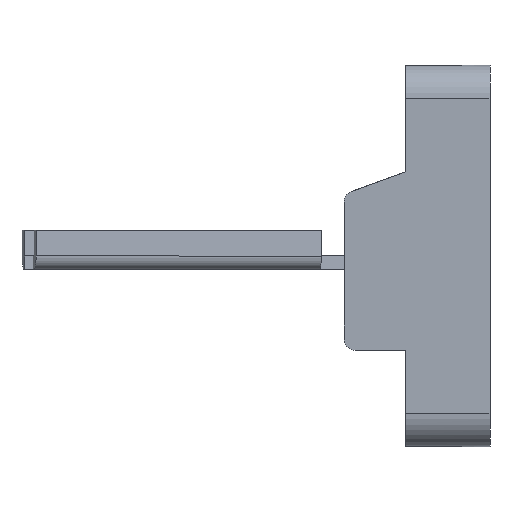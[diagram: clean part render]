
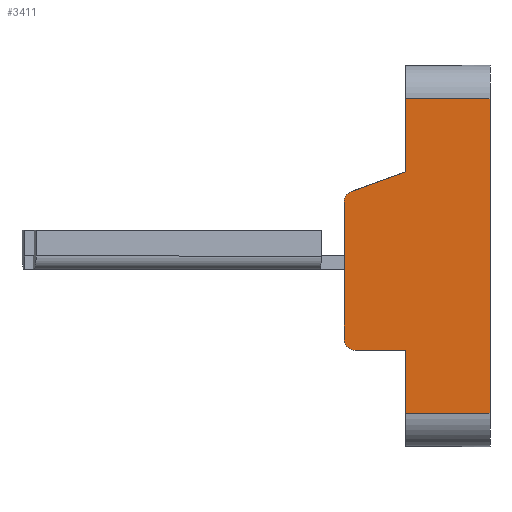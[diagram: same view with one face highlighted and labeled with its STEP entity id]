
A CAD part, left-side view. The second image highlights one B-rep face of the part: STEP entity #3411.
In plain terms, the highlighted planar face has unit normal (-1, 0, 0).
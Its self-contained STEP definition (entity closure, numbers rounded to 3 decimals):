
#296 = LINE ( 'NONE', #297, #2709 ) ;
#297 = CARTESIAN_POINT ( 'NONE',  ( -7.5, 0., -0.023 ) ) ;
#298 = DIRECTION ( 'NONE',  ( 0., 0., -1. ) ) ;
#308 = LINE ( 'NONE', #309, #2712 ) ;
#309 = CARTESIAN_POINT ( 'NONE',  ( -7.5, 6.5, -14.023 ) ) ;
#310 = DIRECTION ( 'NONE',  ( 0., 1., 0. ) ) ;
#314 = LINE ( 'NONE', #315, #2713 ) ;
#315 = CARTESIAN_POINT ( 'NONE',  ( -7.5, 7.5, -0.023 ) ) ;
#316 = DIRECTION ( 'NONE',  ( 0., 0., 1. ) ) ;
#320 = LINE ( 'NONE', #321, #2715 ) ;
#321 = CARTESIAN_POINT ( 'NONE',  ( -7.5, 6.5, -8.423 ) ) ;
#322 = DIRECTION ( 'NONE',  ( 0., 1., 0. ) ) ;
#329 = LINE ( 'NONE', #330, #2719 ) ;
#330 = CARTESIAN_POINT ( 'NONE',  ( -7.5, 13., -0.023 ) ) ;
#331 = DIRECTION ( 'NONE',  ( 0., 0., 1. ) ) ;
#338 = LINE ( 'NONE', #339, #2723 ) ;
#339 = CARTESIAN_POINT ( 'NONE',  ( -7.5, 6.5, 13.977 ) ) ;
#340 = DIRECTION ( 'NONE',  ( 0., -1., 0. ) ) ;
#403 = CARTESIAN_POINT ( 'NONE',  ( -7.5, 12., 4.776 ) ) ;
#410 = DIRECTION ( 'NONE',  ( 1., 0., 0. ) ) ;
#411 = DIRECTION ( 'NONE',  ( 0., 1., 0. ) ) ;
#415 = LINE ( 'NONE', #416, #2745 ) ;
#416 = CARTESIAN_POINT ( 'NONE',  ( -7.5, 7.5, 12.222 ) ) ;
#417 = DIRECTION ( 'NONE',  ( 0., 0., -1. ) ) ;
#418 = LINE ( 'NONE', #419, #2746 ) ;
#419 = CARTESIAN_POINT ( 'NONE',  ( -7.5, 8.67, 7.047 ) ) ;
#420 = DIRECTION ( 'NONE',  ( 0., -0.94, 0.341 ) ) ;
#817 = PLANE ( 'NONE',  #2929 ) ;
#818 = CARTESIAN_POINT ( 'NONE',  ( -7.5, 0., 13.977 ) ) ;
#819 = DIRECTION ( 'NONE',  ( 1., 0., 0. ) ) ;
#820 = DIRECTION ( 'NONE',  ( 0., 0., -1. ) ) ;
#1322 = VERTEX_POINT ( 'NONE', #1653 ) ;
#1347 = VERTEX_POINT ( 'NONE', #1678 ) ;
#1386 = VERTEX_POINT ( 'NONE', #1717 ) ;
#1387 = VERTEX_POINT ( 'NONE', #1718 ) ;
#1401 = VERTEX_POINT ( 'NONE', #1732 ) ;
#1403 = VERTEX_POINT ( 'NONE', #1734 ) ;
#1404 = VERTEX_POINT ( 'NONE', #1735 ) ;
#1405 = VERTEX_POINT ( 'NONE', #1736 ) ;
#1407 = VERTEX_POINT ( 'NONE', #1738 ) ;
#1408 = VERTEX_POINT ( 'NONE', #1739 ) ;
#1653 = CARTESIAN_POINT ( 'NONE',  ( -7.5, 12., -8.423 ) ) ;
#1678 = CARTESIAN_POINT ( 'NONE',  ( -7.5, 13., -7.423 ) ) ;
#1717 = CARTESIAN_POINT ( 'NONE',  ( -7.5, 7.5, 7.471 ) ) ;
#1718 = CARTESIAN_POINT ( 'NONE',  ( -7.5, 12.341, 5.716 ) ) ;
#1732 = CARTESIAN_POINT ( 'NONE',  ( -7.5, 7.5, 13.977 ) ) ;
#1734 = CARTESIAN_POINT ( 'NONE',  ( -7.5, 13., 4.776 ) ) ;
#1735 = CARTESIAN_POINT ( 'NONE',  ( -7.5, 7.5, -8.423 ) ) ;
#1736 = CARTESIAN_POINT ( 'NONE',  ( -7.5, 7.5, -14.023 ) ) ;
#1738 = CARTESIAN_POINT ( 'NONE',  ( -7.5, 0., -14.023 ) ) ;
#1739 = CARTESIAN_POINT ( 'NONE',  ( -7.5, 0., 13.977 ) ) ;
#2214 = CARTESIAN_POINT ( 'NONE',  ( -7.5, 12., -7.423 ) ) ;
#2215 = DIRECTION ( 'NONE',  ( -1., 0., 0. ) ) ;
#2216 = DIRECTION ( 'NONE',  ( 0., 1., 0. ) ) ;
#2392 = EDGE_LOOP ( 'NONE', ( #3468, #3528, #3470, #3467, #3465, #3466, #3463, #3462, #3464, #3460 ) ) ;
#2643 = AXIS2_PLACEMENT_3D ( 'NONE', #2214, #2215, #2216 ) ;
#2709 = VECTOR ( 'NONE', #298, 1000. ) ;
#2712 = VECTOR ( 'NONE', #310, 1000. ) ;
#2713 = VECTOR ( 'NONE', #316, 1000. ) ;
#2715 = VECTOR ( 'NONE', #322, 1000. ) ;
#2719 = VECTOR ( 'NONE', #331, 1000. ) ;
#2723 = VECTOR ( 'NONE', #340, 1000. ) ;
#2741 = AXIS2_PLACEMENT_3D ( 'NONE', #403, #410, #411 ) ;
#2745 = VECTOR ( 'NONE', #417, 1000. ) ;
#2746 = VECTOR ( 'NONE', #420, 1000. ) ;
#2926 = FACE_OUTER_BOUND ( 'NONE', #2392, .T. ) ;
#2929 = AXIS2_PLACEMENT_3D ( 'NONE', #818, #819, #820 ) ;
#3014 = CIRCLE ( 'NONE', #2741, 1. ) ;
#3038 = CIRCLE ( 'NONE', #2643, 1. ) ;
#3184 = EDGE_CURVE ( 'NONE', #1347, #1322, #3038, .T. ) ;
#3248 = EDGE_CURVE ( 'NONE', #1408, #1407, #296, .T. ) ;
#3252 = EDGE_CURVE ( 'NONE', #1407, #1405, #308, .T. ) ;
#3254 = EDGE_CURVE ( 'NONE', #1405, #1404, #314, .T. ) ;
#3256 = EDGE_CURVE ( 'NONE', #1404, #1322, #320, .T. ) ;
#3259 = EDGE_CURVE ( 'NONE', #1347, #1403, #329, .T. ) ;
#3262 = EDGE_CURVE ( 'NONE', #1401, #1408, #338, .T. ) ;
#3286 = EDGE_CURVE ( 'NONE', #1403, #1387, #3014, .T. ) ;
#3288 = EDGE_CURVE ( 'NONE', #1401, #1386, #415, .T. ) ;
#3289 = EDGE_CURVE ( 'NONE', #1387, #1386, #418, .T. ) ;
#3411 = ADVANCED_FACE ( 'NONE', ( #2926 ), #817, .F. ) ;
#3460 = ORIENTED_EDGE ( 'NONE', *, *, #3259, .F. ) ;
#3462 = ORIENTED_EDGE ( 'NONE', *, *, #3289, .F. ) ;
#3463 = ORIENTED_EDGE ( 'NONE', *, *, #3288, .T. ) ;
#3464 = ORIENTED_EDGE ( 'NONE', *, *, #3286, .F. ) ;
#3465 = ORIENTED_EDGE ( 'NONE', *, *, #3248, .F. ) ;
#3466 = ORIENTED_EDGE ( 'NONE', *, *, #3262, .F. ) ;
#3467 = ORIENTED_EDGE ( 'NONE', *, *, #3252, .F. ) ;
#3468 = ORIENTED_EDGE ( 'NONE', *, *, #3184, .T. ) ;
#3470 = ORIENTED_EDGE ( 'NONE', *, *, #3254, .F. ) ;
#3528 = ORIENTED_EDGE ( 'NONE', *, *, #3256, .F. ) ;
